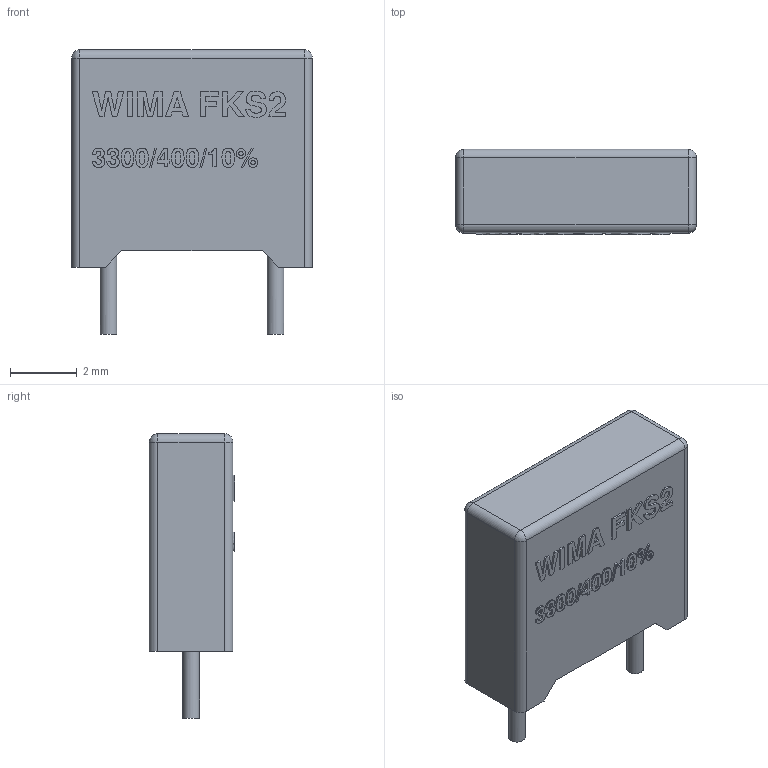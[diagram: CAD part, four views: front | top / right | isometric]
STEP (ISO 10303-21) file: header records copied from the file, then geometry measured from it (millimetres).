
FILE_DESCRIPTION(('FreeCAD Model'),'2;1');
FILE_NAME('FKS2G013301A00KSSD.step','2019-07-04T12:30:40',('' ),(''),'Open CASCADE STEP processor 7.3','FreeCAD','Unknown');
FILE_SCHEMA(('AUTOMOTIVE_DESIGN { 1 0 10303 214 1 1 1 1 }'));
Length unit declared in the file: millimetre
Products named in the file (1): FKS2G013301A00KSSD
Bounding box: 7.2 x 2.55 x 8.5 mm (x, y, z)
Volume: 99.1 mm3; surface area: 179.8 mm2
Topology: 1 solids, 1 shells, 428 faces, 1174 edges, 777 vertices
Faces by surface type: extrusion 249, plane 164, cylinder 10, sphere 4, bspline 1
Full cylindrical faces by diameter (mm): 0.5 x2
Entity records: 17139 total; most frequent: CARTESIAN_POINT 4262, ORIENTED_EDGE 2340, DIRECTION 1288, EDGE_CURVE 1170, VECTOR 894, VERTEX_POINT 777, B_SPLINE_CURVE_WITH_KNOTS 756, LINE 645
